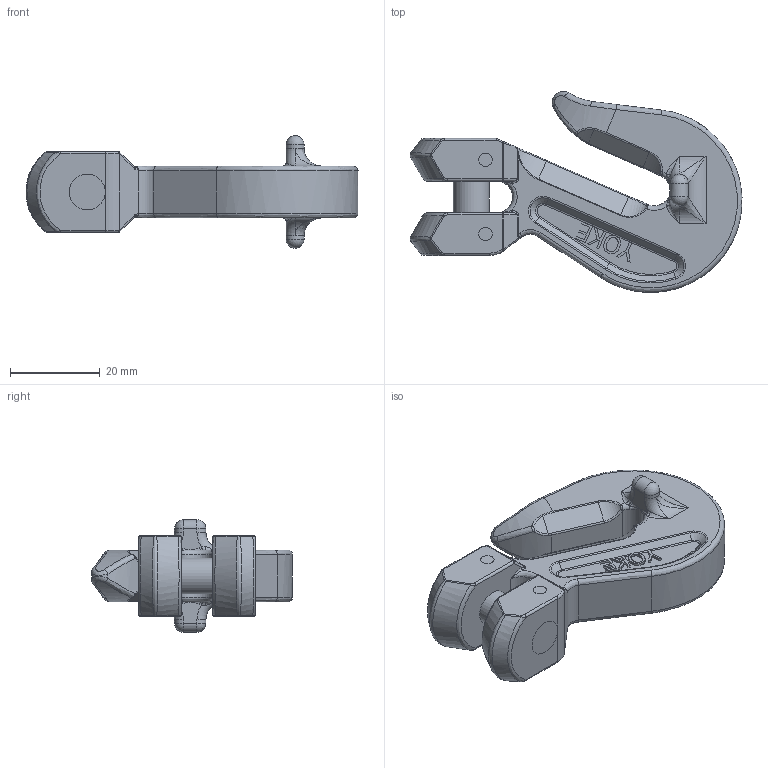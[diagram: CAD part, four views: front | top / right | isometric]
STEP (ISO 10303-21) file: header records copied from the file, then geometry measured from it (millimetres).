
FILE_DESCRIPTION(/* description */ (''),/* implementation_level */ '2;1');
FILE_NAME(/* name */ '8-042-06.stp',/* time_stamp */ '2019-03-10T21:10:20+08:00',/* author */ ('GP63'),/* organization */ (''),/* preprocessor_version */ 'ST-DEVELOPER v16.5',/* originating_system */ 'Autodesk Inventor 2017',/* authorisation */ '');
FILE_SCHEMA (('AUTOMOTIVE_DESIGN { 1 0 10303 214 3 1 1 }'));
Length unit declared in the file: millimetre
Products named in the file (1): 8-042-06
Bounding box: 73.78 x 44.66 x 25 mm (x, y, z)
Volume: 22642.2 mm3; surface area: 9052.4 mm2
Topology: 2 solids, 2 shells, 490 faces, 1237 edges, 746 vertices
Faces by surface type: bspline 219, plane 140, cylinder 91, torus 24, sphere 10, cone 6
Full cylindrical faces by diameter (mm): 3 x4, 8 x3
Entity records: 18783 total; most frequent: CARTESIAN_POINT 8413, ORIENTED_EDGE 2392, DIRECTION 1687, EDGE_CURVE 1196, VERTEX_POINT 738, AXIS2_PLACEMENT_3D 585, EDGE_LOOP 530, LINE 517
